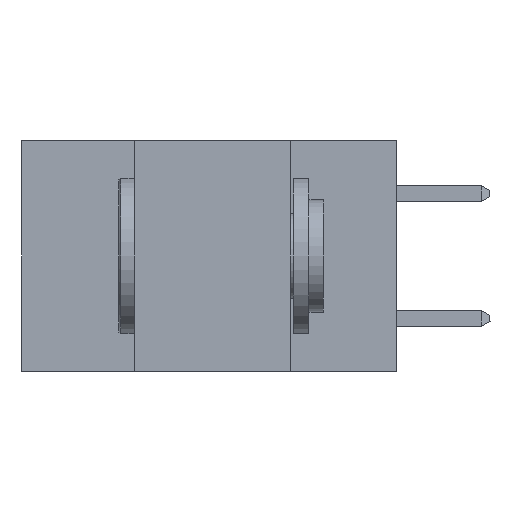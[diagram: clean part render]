
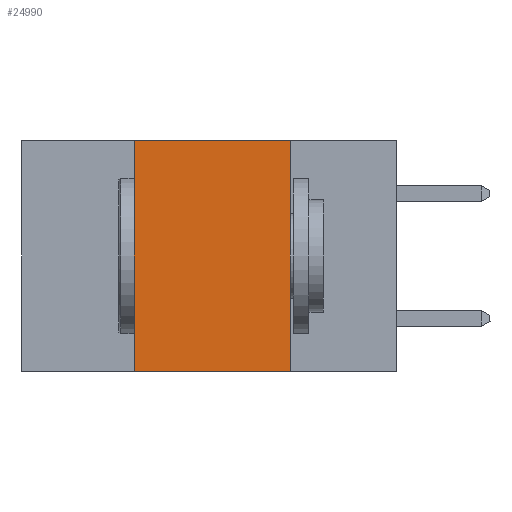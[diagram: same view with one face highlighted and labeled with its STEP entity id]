
A CAD part, left-side view. The second image highlights one B-rep face of the part: STEP entity #24990.
In plain terms, the highlighted planar face has unit normal (-1, 0, 0).
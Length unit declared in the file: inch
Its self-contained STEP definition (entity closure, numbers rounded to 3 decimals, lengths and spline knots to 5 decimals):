
#94 = CARTESIAN_POINT ( 'NONE',  ( 0., 0.17, -0.37 ) ) ;
#1404 = CARTESIAN_POINT ( 'NONE',  ( 0., 0.6, 0. ) ) ;
#1751 = VERTEX_POINT ( 'NONE', #6267 ) ;
#2680 = ORIENTED_EDGE ( 'NONE', *, *, #23504, .F. ) ;
#3224 = ORIENTED_EDGE ( 'NONE', *, *, #20530, .F. ) ;
#4044 = CARTESIAN_POINT ( 'NONE',  ( 0., 0.6, 0. ) ) ;
#4103 = ORIENTED_EDGE ( 'NONE', *, *, #17126, .F. ) ;
#4567 = VERTEX_POINT ( 'NONE', #24601 ) ;
#5324 = VECTOR ( 'NONE', #10257, 39.37008 ) ;
#5340 = VECTOR ( 'NONE', #28091, 39.37008 ) ;
#5365 = ORIENTED_EDGE ( 'NONE', *, *, #8163, .T. ) ;
#6267 = CARTESIAN_POINT ( 'NONE',  ( 0., 0.42, 0. ) ) ;
#6480 = DIRECTION ( 'NONE',  ( 0., 0., -1. ) ) ;
#8163 = EDGE_CURVE ( 'NONE', #14208, #10894, #17200, .T. ) ;
#10257 = DIRECTION ( 'NONE',  ( 0., -1., 0. ) ) ;
#10348 = CARTESIAN_POINT ( 'NONE',  ( 0., 0.17, 0. ) ) ;
#10894 = VERTEX_POINT ( 'NONE', #94 ) ;
#13543 = EDGE_LOOP ( 'NONE', ( #2680, #3224, #4103, #5365 ) ) ;
#14208 = VERTEX_POINT ( 'NONE', #16208 ) ;
#15923 = PLANE ( 'NONE',  #20546 ) ;
#16208 = CARTESIAN_POINT ( 'NONE',  ( 0., 0.42, -0.37 ) ) ;
#16721 = VECTOR ( 'NONE', #24598, 39.37008 ) ;
#17126 = EDGE_CURVE ( 'NONE', #14208, #1751, #24276, .T. ) ;
#17200 = LINE ( 'NONE', #26871, #5324 ) ;
#20466 = DIRECTION ( 'NONE',  ( 0., -1., 0. ) ) ;
#20530 = EDGE_CURVE ( 'NONE', #1751, #4567, #25820, .T. ) ;
#20546 = AXIS2_PLACEMENT_3D ( 'NONE', #4044, #20676, #6480 ) ;
#20676 = DIRECTION ( 'NONE',  ( 1., 0., 0. ) ) ;
#23050 = LINE ( 'NONE', #10348, #16721 ) ;
#23504 = EDGE_CURVE ( 'NONE', #4567, #10894, #23050, .T. ) ;
#24276 = LINE ( 'NONE', #25717, #5340 ) ;
#24598 = DIRECTION ( 'NONE',  ( 0., 0., -1. ) ) ;
#24601 = CARTESIAN_POINT ( 'NONE',  ( 0., 0.17, 0. ) ) ;
#24990 = ADVANCED_FACE ( 'NONE', ( #27168 ), #15923, .F. ) ;
#25074 = VECTOR ( 'NONE', #20466, 39.37008 ) ;
#25717 = CARTESIAN_POINT ( 'NONE',  ( 0., 0.42, 0. ) ) ;
#25820 = LINE ( 'NONE', #1404, #25074 ) ;
#26871 = CARTESIAN_POINT ( 'NONE',  ( 0., 0.6, -0.37 ) ) ;
#27168 = FACE_OUTER_BOUND ( 'NONE', #13543, .T. ) ;
#28091 = DIRECTION ( 'NONE',  ( 0., 0., 1. ) ) ;
